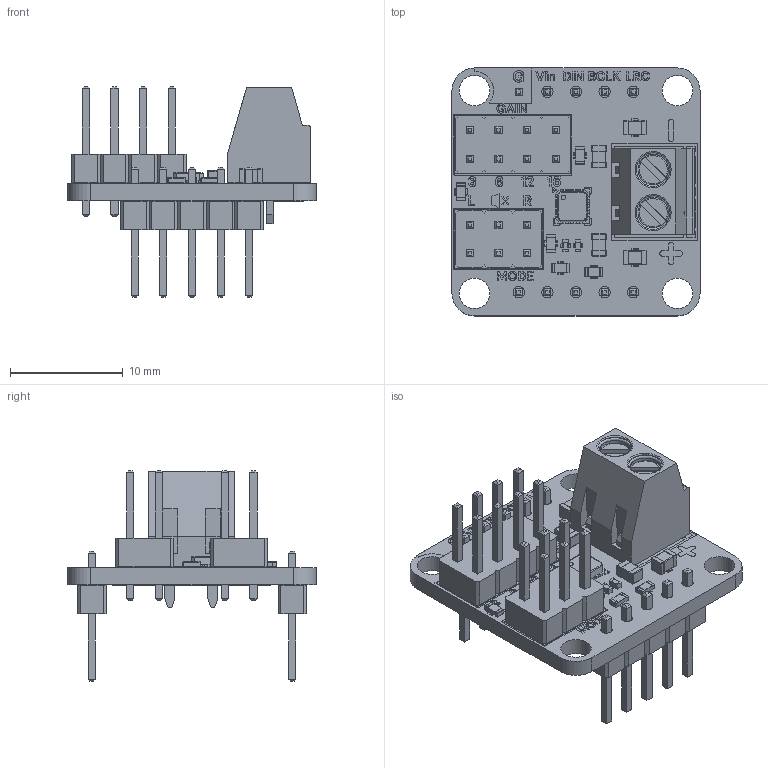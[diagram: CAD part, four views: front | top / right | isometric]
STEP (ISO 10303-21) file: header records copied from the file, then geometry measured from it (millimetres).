
FILE_DESCRIPTION(('KiCad electronic assembly'),'2;1');
FILE_NAME('AX22-0053.step','2025-12-04T21:35:26',('Pcbnew'),('Kicad'), 'Open CASCADE STEP processor 7.8','KiCad to STEP converter','Unknown' );
FILE_SCHEMA(('AUTOMOTIVE_DESIGN { 1 0 10303 214 1 1 1 1 }'));
Length unit declared in the file: millimetre
Products named in the file (12): AX22-0053 1; R_0603_1608Metric; MI0805K400R-10; MAX98357AETE+; C_0805_2012Metric; PinHeader_2x03_P2.54mm_Vertical; C_0402_1005Metric; PinHeader_2x04_P2.54mm_Vertical; PinHeader_1x05_P2.54mm_Vertical; DG381-THR-3.81-02P-14-00AH; AX22_Audio-Amplifier-MAX98357A_silkscreen; AX22_Audio-Amplifier-MAX98357A_PCB
Assembly tree (19 placements, depth 2):
  AX22-0053 1
    R_0603_1608Metric  x5
    MI0805K400R-10  x2
    MAX98357AETE+
    C_0805_2012Metric  x2
    PinHeader_2x03_P2.54mm_Vertical
    C_0402_1005Metric  x2
    PinHeader_2x04_P2.54mm_Vertical
    PinHeader_1x05_P2.54mm_Vertical  x2
    DG381-THR-3.81-02P-14-00AH
    AX22_Audio-Amplifier-MAX98357A_silkscreen
    AX22_Audio-Amplifier-MAX98357A_PCB
Bounding box: 22 x 22 x 18.68 mm (x, y, z)
Volume: 1500.7 mm3; surface area: 3008.8 mm2
Topology: 40 solids, 172 shells, 1740 faces, 6826 edges, 5381 vertices
Faces by surface type: plane 1297, cylinder 237, bspline 180, sphere 16, torus 10
Full cylindrical faces by diameter (mm): 1 x24, 1.5 x2, 2.7 x4
Entity records: 78720 total; most frequent: CARTESIAN_POINT 22799, ORIENTED_EDGE 9163, DIRECTION 9008, EDGE_CURVE 6002, VERTEX_POINT 4869, LINE 4752, VECTOR 4752, AXIS2_PLACEMENT_3D 2128
